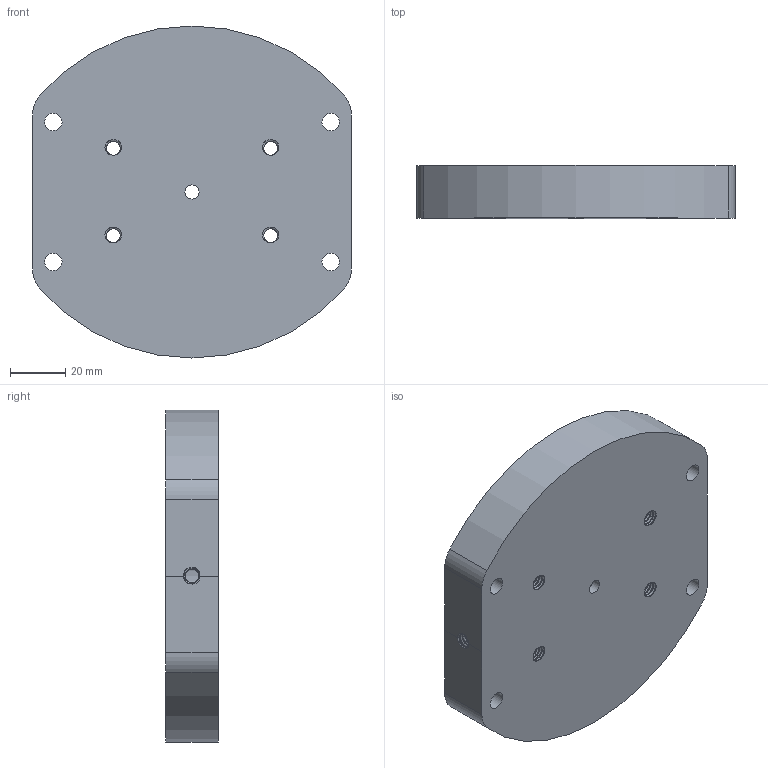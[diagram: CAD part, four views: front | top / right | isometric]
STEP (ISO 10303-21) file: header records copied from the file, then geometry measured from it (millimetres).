
FILE_DESCRIPTION(/* description */ (''),/* implementation_level */ '2;1');
FILE_NAME(/* name */ 'd50d7382-af0d-45c6-aacc-aa0c1400bc34.stp',/* time_stamp */ '2019-02-09T16:21:31+09:00',/* author */ (''),/* organization */ (''),/* preprocessor_version */ 'ST-DEVELOPER v17.2',/* originating_system */ 'Autodesk Translation Framework v7.6.0.251',/* authorisation */ '');
FILE_SCHEMA (('AUTOMOTIVE_DESIGN { 1 0 10303 214 3 1 1 }'));
Length unit declared in the file: inch
Products named in the file (1): FusionComponent
Bounding box: 115.7 x 19.05 x 120.51 mm (x, y, z)
Volume: 216626.9 mm3; surface area: 37076.6 mm2
Topology: 1 solids, 1 shells, 277 faces, 761 edges, 486 vertices
Faces by surface type: cylinder 244, plane 13, bspline 11, torus 5, cone 4
Full cylindrical faces by diameter (mm): 5.116 x107, 5.156 x1, 6.35 x112, 20.193 x1
Entity records: 19756 total; most frequent: CARTESIAN_POINT 13490, ORIENTED_EDGE 1522, DIRECTION 945, EDGE_CURVE 761, VERTEX_POINT 486, B_SPLINE_CURVE_WITH_KNOTS 431, AXIS2_PLACEMENT_3D 348, EDGE_LOOP 297
